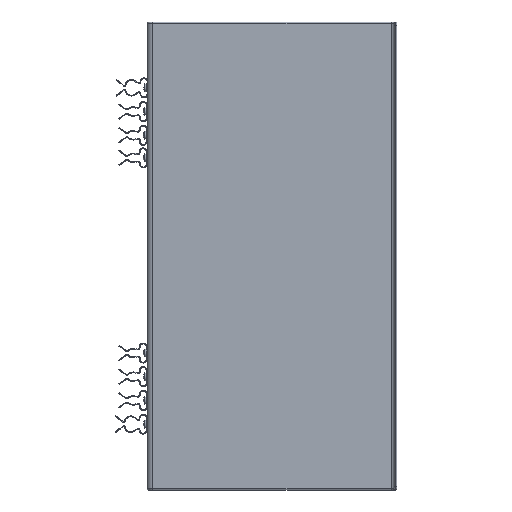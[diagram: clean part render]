
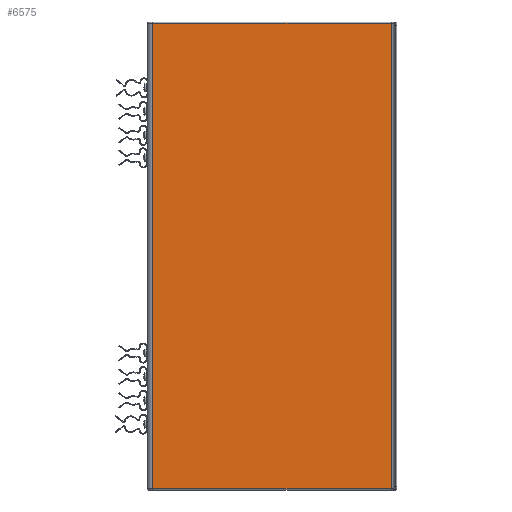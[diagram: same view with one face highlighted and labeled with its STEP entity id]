
A CAD part, left-side view. The second image highlights one B-rep face of the part: STEP entity #6575.
In plain terms, the highlighted planar face has unit normal (-1, 0, 0).
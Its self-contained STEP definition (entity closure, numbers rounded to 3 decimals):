
#201 = ORIENTED_EDGE ( 'NONE', *, *, #7016, .T. ) ;
#415 = LINE ( 'NONE', #3409, #12359 ) ;
#676 = FACE_OUTER_BOUND ( 'NONE', #6209, .T. ) ;
#976 = DIRECTION ( 'NONE',  ( 0., 0., 1. ) ) ;
#991 = LINE ( 'NONE', #1258, #9364 ) ;
#1258 = CARTESIAN_POINT ( 'NONE',  ( 15., 3.5, -300. ) ) ;
#2054 = CARTESIAN_POINT ( 'NONE',  ( 15., 3.5, -299.3 ) ) ;
#2949 = EDGE_CURVE ( 'NONE', #4461, #11185, #415, .T. ) ;
#3095 = VERTEX_POINT ( 'NONE', #10612 ) ;
#3244 = VECTOR ( 'NONE', #976, 1000. ) ;
#3409 = CARTESIAN_POINT ( 'NONE',  ( 15., 156.5, -0.7 ) ) ;
#4339 = DIRECTION ( 'NONE',  ( 0., 1., 0. ) ) ;
#4461 = VERTEX_POINT ( 'NONE', #7207 ) ;
#5015 = CARTESIAN_POINT ( 'NONE',  ( 15., 156.5, -0.7 ) ) ;
#5091 = DIRECTION ( 'NONE',  ( 0., 0., 1. ) ) ;
#5810 = ORIENTED_EDGE ( 'NONE', *, *, #11176, .F. ) ;
#6066 = DIRECTION ( 'NONE',  ( 0., -1., 0. ) ) ;
#6146 = DIRECTION ( 'NONE',  ( 1., 0., 0. ) ) ;
#6178 = VERTEX_POINT ( 'NONE', #9511 ) ;
#6209 = EDGE_LOOP ( 'NONE', ( #6328, #12209, #5810, #201 ) ) ;
#6328 = ORIENTED_EDGE ( 'NONE', *, *, #6832, .T. ) ;
#6575 = ADVANCED_FACE ( 'NONE', ( #676 ), #9068, .F. ) ;
#6832 = EDGE_CURVE ( 'NONE', #3095, #4461, #991, .T. ) ;
#7016 = EDGE_CURVE ( 'NONE', #6178, #3095, #11111, .T. ) ;
#7085 = CARTESIAN_POINT ( 'NONE',  ( 15., 3.5, -300. ) ) ;
#7207 = CARTESIAN_POINT ( 'NONE',  ( 15., 3.5, -0.7 ) ) ;
#7837 = AXIS2_PLACEMENT_3D ( 'NONE', #7085, #6146, #9334 ) ;
#8514 = VECTOR ( 'NONE', #6066, 1000. ) ;
#9068 = PLANE ( 'NONE',  #7837 ) ;
#9334 = DIRECTION ( 'NONE',  ( 0., 0., -1. ) ) ;
#9364 = VECTOR ( 'NONE', #5091, 1000. ) ;
#9511 = CARTESIAN_POINT ( 'NONE',  ( 15., 156.5, -299.3 ) ) ;
#10121 = CARTESIAN_POINT ( 'NONE',  ( 15., 156.5, -300. ) ) ;
#10612 = CARTESIAN_POINT ( 'NONE',  ( 15., 3.5, -299.3 ) ) ;
#11111 = LINE ( 'NONE', #2054, #8514 ) ;
#11176 = EDGE_CURVE ( 'NONE', #6178, #11185, #12971, .T. ) ;
#11185 = VERTEX_POINT ( 'NONE', #5015 ) ;
#12209 = ORIENTED_EDGE ( 'NONE', *, *, #2949, .T. ) ;
#12359 = VECTOR ( 'NONE', #4339, 1000. ) ;
#12971 = LINE ( 'NONE', #10121, #3244 ) ;
